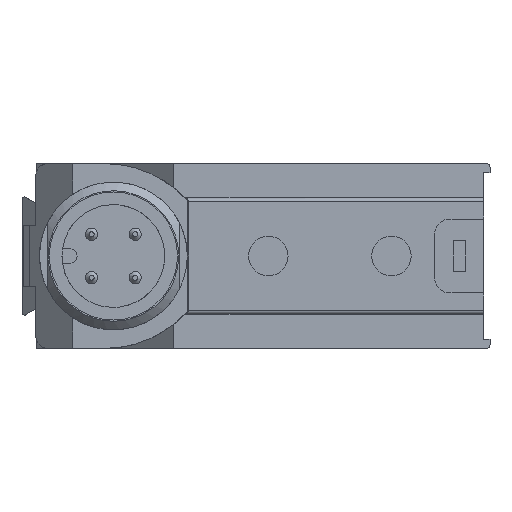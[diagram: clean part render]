
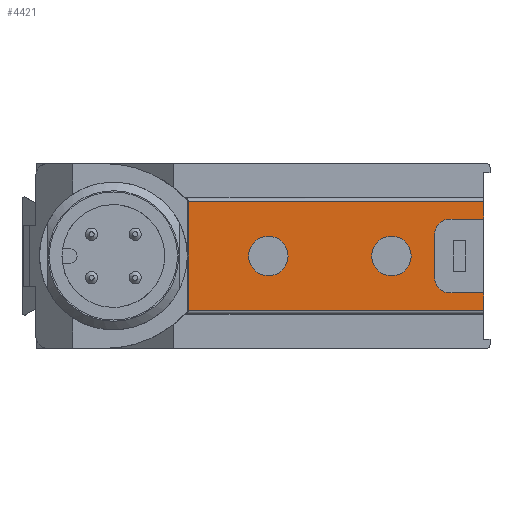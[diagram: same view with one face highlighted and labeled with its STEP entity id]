
A CAD part, front view. The second image highlights one B-rep face of the part: STEP entity #4421.
In plain terms, the highlighted planar face has unit normal (0, -1, 0).
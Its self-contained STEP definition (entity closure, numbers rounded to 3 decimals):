
#231=LINE($,#6787,#638);
#233=LINE($,#6796,#640);
#238=LINE($,#6806,#645);
#240=LINE($,#6811,#647);
#241=LINE($,#6813,#648);
#242=LINE($,#6815,#649);
#243=LINE($,#6816,#650);
#244=LINE($,#6817,#651);
#638=VECTOR($,#5446,3.5);
#640=VECTOR($,#5456,2.75);
#645=VECTOR($,#5465,2.75);
#647=VECTOR($,#5469,23.98);
#648=VECTOR($,#5470,8.812);
#649=VECTOR($,#5471,23.98);
#650=VECTOR($,#5472,1.406);
#651=VECTOR($,#5473,1.406);
#976=PLANE($,#4749);
#1186=FACE_BOUND($,#1606,.T.);
#1187=FACE_BOUND($,#1607,.T.);
#1310=FACE_OUTER_BOUND($,#1605,.T.);
#1605=EDGE_LOOP($,(#3387,#3388,#3389,#3390,#3391,#3392,#3393,#3394,#3395,
#3396));
#1606=EDGE_LOOP($,(#3397));
#1607=EDGE_LOOP($,(#3398));
#1878=CIRCLE($,#4729,1.6);
#1880=CIRCLE($,#4733,1.6);
#1882=CIRCLE($,#4741,1.25);
#1884=CIRCLE($,#4745,1.25);
#2114=VERTEX_POINT($,#6740);
#2116=VERTEX_POINT($,#6746);
#2125=VERTEX_POINT($,#6774);
#2128=VERTEX_POINT($,#6779);
#2130=VERTEX_POINT($,#6785);
#2132=VERTEX_POINT($,#6791);
#2133=VERTEX_POINT($,#6795);
#2136=VERTEX_POINT($,#6805);
#2137=VERTEX_POINT($,#6809);
#2138=VERTEX_POINT($,#6810);
#2139=VERTEX_POINT($,#6812);
#2140=VERTEX_POINT($,#6814);
#2573=EDGE_CURVE($,#2114,#2114,#1878,.T.);
#2575=EDGE_CURVE($,#2116,#2116,#1880,.T.);
#2591=EDGE_CURVE($,#2125,#2128,#1882,.T.);
#2594=EDGE_CURVE($,#2128,#2130,#231,.T.);
#2597=EDGE_CURVE($,#2130,#2132,#1884,.T.);
#2598=EDGE_CURVE($,#2132,#2133,#233,.T.);
#2603=EDGE_CURVE($,#2136,#2125,#238,.T.);
#2605=EDGE_CURVE($,#2137,#2138,#240,.T.);
#2606=EDGE_CURVE($,#2139,#2138,#241,.T.);
#2607=EDGE_CURVE($,#2139,#2140,#242,.T.);
#2608=EDGE_CURVE($,#2140,#2136,#243,.T.);
#2609=EDGE_CURVE($,#2133,#2137,#244,.T.);
#3387=ORIENTED_EDGE($,*,*,#2605,.T.);
#3388=ORIENTED_EDGE($,*,*,#2606,.F.);
#3389=ORIENTED_EDGE($,*,*,#2607,.T.);
#3390=ORIENTED_EDGE($,*,*,#2608,.T.);
#3391=ORIENTED_EDGE($,*,*,#2603,.T.);
#3392=ORIENTED_EDGE($,*,*,#2591,.T.);
#3393=ORIENTED_EDGE($,*,*,#2594,.T.);
#3394=ORIENTED_EDGE($,*,*,#2597,.T.);
#3395=ORIENTED_EDGE($,*,*,#2598,.T.);
#3396=ORIENTED_EDGE($,*,*,#2609,.T.);
#3397=ORIENTED_EDGE($,*,*,#2575,.T.);
#3398=ORIENTED_EDGE($,*,*,#2573,.T.);
#4421=ADVANCED_FACE($,(#1310,#1186,#1187),#976,.T.);
#4729=AXIS2_PLACEMENT_3D($,#6741,#5402,#5403);
#4733=AXIS2_PLACEMENT_3D($,#6747,#5410,#5411);
#4741=AXIS2_PLACEMENT_3D($,#6781,#5440,#5441);
#4745=AXIS2_PLACEMENT_3D($,#6793,#5452,#5453);
#4749=AXIS2_PLACEMENT_3D($,#6808,#5467,#5468);
#5402=DIRECTION('center_axis',(0.,1.,0.));
#5403=DIRECTION('ref_axis',(0.829,0.,0.559));
#5410=DIRECTION('center_axis',(0.,1.,0.));
#5411=DIRECTION('ref_axis',(0.829,0.,0.559));
#5440=DIRECTION('center_axis',(0.,1.,0.));
#5441=DIRECTION('ref_axis',(-1.,0.,0.));
#5446=DIRECTION($,(0.,0.,1.));
#5452=DIRECTION('center_axis',(0.,1.,0.));
#5453=DIRECTION('ref_axis',(0.,0.,1.));
#5456=DIRECTION($,(1.,0.,0.));
#5465=DIRECTION($,(-1.,0.,0.));
#5467=DIRECTION('center_axis',(0.,-1.,0.));
#5468=DIRECTION('ref_axis',(0.,0.,-1.));
#5469=DIRECTION($,(-1.,0.,0.));
#5470=DIRECTION($,(0.,0.,1.));
#5471=DIRECTION($,(1.,0.,0.));
#5472=DIRECTION($,(0.,0.,1.));
#5473=DIRECTION($,(0.,0.,1.));
#6740=CARTESIAN_POINT('',(-4.2,-24.,0.));
#6741=CARTESIAN_POINT('Origin',(-5.8,-24.,0.));
#6746=CARTESIAN_POINT('',(-14.2,-24.,0.));
#6747=CARTESIAN_POINT('Origin',(-15.8,-24.,0.));
#6774=CARTESIAN_POINT('',(-1.05,-24.,-3.));
#6779=CARTESIAN_POINT('',(-2.3,-24.,-1.75));
#6781=CARTESIAN_POINT('Origin',(-1.05,-24.,-1.75));
#6785=CARTESIAN_POINT('',(-2.3,-24.,1.75));
#6787=CARTESIAN_POINT($,(-2.3,-24.,-1.75));
#6791=CARTESIAN_POINT('',(-1.05,-24.,3.));
#6793=CARTESIAN_POINT('Origin',(-1.05,-24.,1.75));
#6795=CARTESIAN_POINT('',(1.7,-24.,3.));
#6796=CARTESIAN_POINT($,(-1.05,-24.,3.));
#6805=CARTESIAN_POINT('',(1.7,-24.,-3.));
#6806=CARTESIAN_POINT($,(1.7,-24.,-3.));
#6808=CARTESIAN_POINT('Origin',(-10.652,-24.,0.));
#6809=CARTESIAN_POINT('',(1.7,-24.,4.406));
#6810=CARTESIAN_POINT('',(-22.28,-24.,4.406));
#6811=CARTESIAN_POINT($,(1.7,-24.,4.406));
#6812=CARTESIAN_POINT('',(-22.28,-24.,-4.406));
#6813=CARTESIAN_POINT($,(-22.28,-24.,-4.406));
#6814=CARTESIAN_POINT('',(1.7,-24.,-4.406));
#6815=CARTESIAN_POINT($,(-22.28,-24.,-4.406));
#6816=CARTESIAN_POINT($,(1.7,-24.,-4.406));
#6817=CARTESIAN_POINT($,(1.7,-24.,3.));
